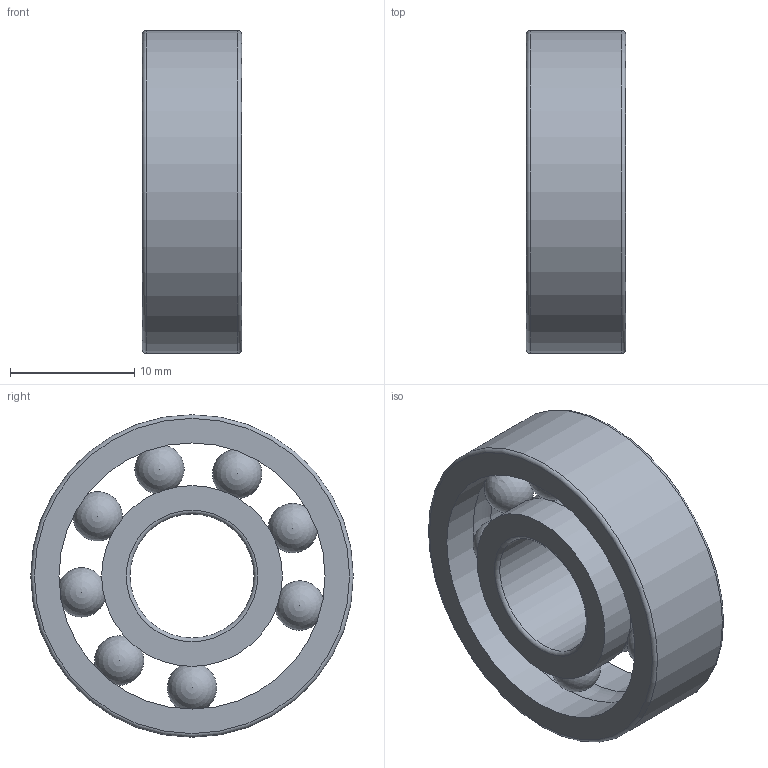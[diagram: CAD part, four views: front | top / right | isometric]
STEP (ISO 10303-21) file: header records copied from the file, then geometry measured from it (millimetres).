
FILE_DESCRIPTION( ( 'STEP AP203' ), '1' );
FILE_NAME( '6000.stp', '2019-08-07T08:32:58', ( '' ), ( '' ), ' ', 'PARTsolutions', ' ' );
FILE_SCHEMA( ( 'CONFIG_CONTROL_DESIGN' ) );
Length unit declared in the file: millimetre
Products named in the file (4): 6000; _6000 Outer ring; _6000 Inner ring; _6000 Ball
Assembly tree (10 placements, depth 2):
  6000
    _6000 Outer ring
    _6000 Inner ring
    _6000 Ball  x8
Bounding box: 8 x 26 x 26 mm (x, y, z)
Volume: 2282.2 mm3; surface area: 2709.8 mm2
Topology: 10 solids, 10 shells, 24 faces, 52 edges, 32 vertices
Faces by surface type: sphere 8, cylinder 6, torus 6, plane 4
Full cylindrical faces by diameter (mm): 10 x1, 14.57 x2, 21.45 x2, 26 x1
Entity records: 547 total; most frequent: DIRECTION 88, CARTESIAN_POINT 63, AXIS2_PLACEMENT_3D 44, EDGE_LOOP 32, ORIENTED_EDGE 32, FACE_OUTER_BOUND 28, VERTEX_POINT 19, CC_DESIGN_PERSON_AND_ORGANIZATION_ASSIGNMENT 17
